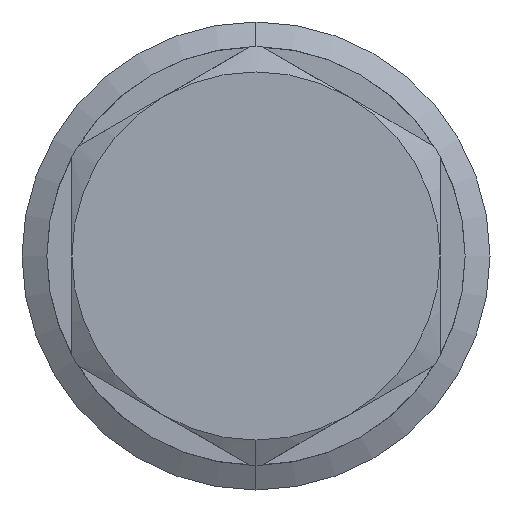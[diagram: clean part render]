
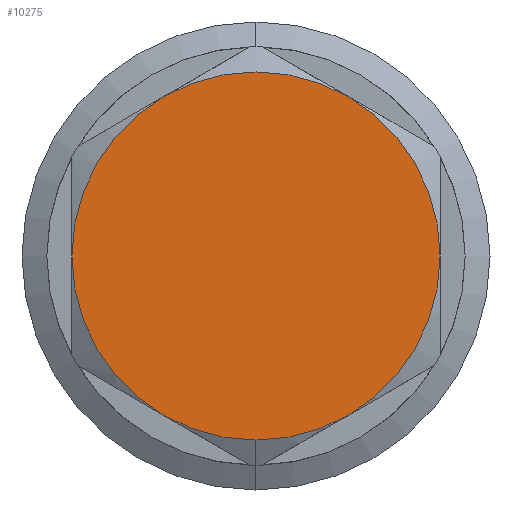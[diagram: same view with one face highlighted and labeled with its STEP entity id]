
A CAD part, left-side view. The second image highlights one B-rep face of the part: STEP entity #10275.
In plain terms, the highlighted planar face has unit normal (-1, 0, 0).
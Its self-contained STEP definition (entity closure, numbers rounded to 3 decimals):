
#74 = CARTESIAN_POINT ( 'NONE',  ( 0., 0., 0. ) ) ;
#300 = ORIENTED_EDGE ( 'NONE', *, *, #2345, .T. ) ;
#396 = CARTESIAN_POINT ( 'NONE',  ( 0., 0., 0. ) ) ;
#508 = EDGE_CURVE ( 'NONE', #13187, #5611, #11048, .T. ) ;
#912 = VERTEX_POINT ( 'NONE', #11413 ) ;
#1132 = DIRECTION ( 'NONE',  ( 0., 0., 1. ) ) ;
#1237 = DIRECTION ( 'NONE',  ( -1., 0., 0. ) ) ;
#1427 = DIRECTION ( 'NONE',  ( 0., 0., 1. ) ) ;
#1890 = VERTEX_POINT ( 'NONE', #11588 ) ;
#2145 = AXIS2_PLACEMENT_3D ( 'NONE', #3143, #1237, #4284 ) ;
#2345 = EDGE_CURVE ( 'NONE', #912, #12118, #2569, .T. ) ;
#2569 = CIRCLE ( 'NONE', #12858, 20.6 ) ;
#2676 = ORIENTED_EDGE ( 'NONE', *, *, #12432, .T. ) ;
#2739 = ORIENTED_EDGE ( 'NONE', *, *, #10603, .T. ) ;
#2920 = DIRECTION ( 'NONE',  ( 0., 0., 1. ) ) ;
#3143 = CARTESIAN_POINT ( 'NONE',  ( 0., 0., 0. ) ) ;
#3229 = CIRCLE ( 'NONE', #2145, 20.6 ) ;
#3280 = CARTESIAN_POINT ( 'NONE',  ( 0., 0., 0. ) ) ;
#3489 = PLANE ( 'NONE',  #4750 ) ;
#3527 = ORIENTED_EDGE ( 'NONE', *, *, #6373, .T. ) ;
#3615 = DIRECTION ( 'NONE',  ( -1., 0., 0. ) ) ;
#3799 = CARTESIAN_POINT ( 'NONE',  ( 0., -10.3, -17.84 ) ) ;
#4213 = ORIENTED_EDGE ( 'NONE', *, *, #5758, .T. ) ;
#4284 = DIRECTION ( 'NONE',  ( 0., 0., 1. ) ) ;
#4487 = CARTESIAN_POINT ( 'NONE',  ( 0., 20.6, 0. ) ) ;
#4563 = ORIENTED_EDGE ( 'NONE', *, *, #11445, .T. ) ;
#4750 = AXIS2_PLACEMENT_3D ( 'NONE', #9717, #5465, #10719 ) ;
#4981 = AXIS2_PLACEMENT_3D ( 'NONE', #8956, #7792, #1427 ) ;
#4986 = EDGE_LOOP ( 'NONE', ( #3527, #8684, #4563, #300, #2739, #4213, #2676 ) ) ;
#5465 = DIRECTION ( 'NONE',  ( 1., 0., 0. ) ) ;
#5547 = AXIS2_PLACEMENT_3D ( 'NONE', #6251, #10424, #6109 ) ;
#5611 = VERTEX_POINT ( 'NONE', #11258 ) ;
#5758 = EDGE_CURVE ( 'NONE', #11930, #1890, #3229, .T. ) ;
#6109 = DIRECTION ( 'NONE',  ( 0., 0., 1. ) ) ;
#6251 = CARTESIAN_POINT ( 'NONE',  ( 0., 0., 0. ) ) ;
#6373 = EDGE_CURVE ( 'NONE', #11311, #13187, #11808, .T. ) ;
#7406 = AXIS2_PLACEMENT_3D ( 'NONE', #74, #7641, #1132 ) ;
#7555 = DIRECTION ( 'NONE',  ( -1., 0., 0. ) ) ;
#7641 = DIRECTION ( 'NONE',  ( -1., 0., 0. ) ) ;
#7707 = CIRCLE ( 'NONE', #11074, 20.6 ) ;
#7792 = DIRECTION ( 'NONE',  ( -1., 0., 0. ) ) ;
#8684 = ORIENTED_EDGE ( 'NONE', *, *, #508, .T. ) ;
#8956 = CARTESIAN_POINT ( 'NONE',  ( 0., 0., 0. ) ) ;
#9610 = DIRECTION ( 'NONE',  ( 0., 0., 1. ) ) ;
#9717 = CARTESIAN_POINT ( 'NONE',  ( 0., 0., 0. ) ) ;
#9858 = CARTESIAN_POINT ( 'NONE',  ( 0., -20.6, 0. ) ) ;
#10275 = ADVANCED_FACE ( 'NONE', ( #13739 ), #3489, .F. ) ;
#10424 = DIRECTION ( 'NONE',  ( -1., 0., 0. ) ) ;
#10587 = CIRCLE ( 'NONE', #13528, 20.6 ) ;
#10603 = EDGE_CURVE ( 'NONE', #12118, #11930, #10587, .T. ) ;
#10719 = DIRECTION ( 'NONE',  ( 0., 0., -1. ) ) ;
#11048 = CIRCLE ( 'NONE', #5547, 20.6 ) ;
#11074 = AXIS2_PLACEMENT_3D ( 'NONE', #396, #3615, #12072 ) ;
#11258 = CARTESIAN_POINT ( 'NONE',  ( 0., 10.3, -17.84 ) ) ;
#11293 = CARTESIAN_POINT ( 'NONE',  ( 0., 0., 0. ) ) ;
#11311 = VERTEX_POINT ( 'NONE', #12584 ) ;
#11413 = CARTESIAN_POINT ( 'NONE',  ( 0., 0., -20.6 ) ) ;
#11445 = EDGE_CURVE ( 'NONE', #5611, #912, #7707, .T. ) ;
#11588 = CARTESIAN_POINT ( 'NONE',  ( 0., -10.3, 17.84 ) ) ;
#11808 = CIRCLE ( 'NONE', #7406, 20.6 ) ;
#11930 = VERTEX_POINT ( 'NONE', #9858 ) ;
#12072 = DIRECTION ( 'NONE',  ( 0., 0., 1. ) ) ;
#12118 = VERTEX_POINT ( 'NONE', #3799 ) ;
#12251 = DIRECTION ( 'NONE',  ( -1., 0., 0. ) ) ;
#12432 = EDGE_CURVE ( 'NONE', #1890, #11311, #12978, .T. ) ;
#12584 = CARTESIAN_POINT ( 'NONE',  ( 0., 10.3, 17.84 ) ) ;
#12858 = AXIS2_PLACEMENT_3D ( 'NONE', #11293, #12251, #2920 ) ;
#12978 = CIRCLE ( 'NONE', #4981, 20.6 ) ;
#13187 = VERTEX_POINT ( 'NONE', #4487 ) ;
#13528 = AXIS2_PLACEMENT_3D ( 'NONE', #3280, #7555, #9610 ) ;
#13739 = FACE_OUTER_BOUND ( 'NONE', #4986, .T. ) ;
